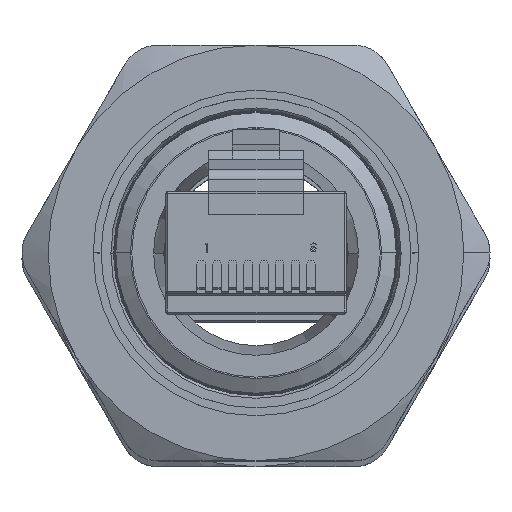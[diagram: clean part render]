
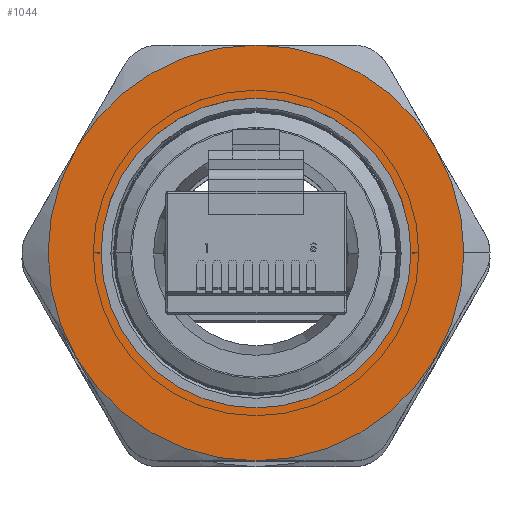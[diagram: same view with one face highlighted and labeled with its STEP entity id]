
A CAD part, top view. The second image highlights one B-rep face of the part: STEP entity #1044.
In plain terms, the highlighted planar face has unit normal (0, 0, 1).
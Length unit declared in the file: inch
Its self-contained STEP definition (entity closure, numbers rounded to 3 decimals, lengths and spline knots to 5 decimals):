
#689 = VERTEX_POINT ( 'NONE', #5210 ) ;
#704 = VERTEX_POINT ( 'NONE', #5233 ) ;
#706 = EDGE_CURVE ( 'NONE', #710, #708, #5231, .T. ) ;
#708 = VERTEX_POINT ( 'NONE', #5286 ) ;
#710 = VERTEX_POINT ( 'NONE', #5285 ) ;
#726 = EDGE_CURVE ( 'NONE', #704, #689, #5304, .T. ) ;
#934 = VERTEX_POINT ( 'NONE', #5740 ) ;
#942 = VERTEX_POINT ( 'NONE', #5723 ) ;
#957 = VERTEX_POINT ( 'NONE', #5779 ) ;
#983 = VERTEX_POINT ( 'NONE', #5831 ) ;
#992 = VERTEX_POINT ( 'NONE', #5860 ) ;
#1022 = EDGE_CURVE ( 'NONE', #942, #957, #5933, .T. ) ;
#1025 = ORIENTED_EDGE ( 'NONE', *, *, #1022, .T. ) ;
#1027 = EDGE_CURVE ( 'NONE', #957, #934, #5985, .T. ) ;
#1028 = ORIENTED_EDGE ( 'NONE', *, *, #1032, .T. ) ;
#1029 = ORIENTED_EDGE ( 'NONE', *, *, #1027, .T. ) ;
#1031 = EDGE_CURVE ( 'NONE', #689, #704, #5978, .T. ) ;
#1032 = EDGE_CURVE ( 'NONE', #934, #983, #5969, .T. ) ;
#1036 = ORIENTED_EDGE ( 'NONE', *, *, #726, .F. ) ;
#1039 = EDGE_CURVE ( 'NONE', #708, #992, #5962, .T. ) ;
#1040 = ORIENTED_EDGE ( 'NONE', *, *, #1039, .T. ) ;
#1041 = ORIENTED_EDGE ( 'NONE', *, *, #1046, .T. ) ;
#1042 = EDGE_CURVE ( 'NONE', #992, #942, #6009, .T. ) ;
#1043 = ORIENTED_EDGE ( 'NONE', *, *, #1042, .T. ) ;
#1044 = ADVANCED_FACE ( 'NONE', ( #6005, #6004 ), #6003, .T. ) ;
#1045 = ORIENTED_EDGE ( 'NONE', *, *, #706, .T. ) ;
#1046 = EDGE_CURVE ( 'NONE', #983, #710, #5998, .T. ) ;
#1047 = EDGE_LOOP ( 'NONE', ( #1036, #1050 ) ) ;
#1048 = EDGE_LOOP ( 'NONE', ( #1041, #1045, #1040, #1043, #1025, #1029, #1028 ) ) ;
#1050 = ORIENTED_EDGE ( 'NONE', *, *, #1031, .F. ) ;
#5210 = CARTESIAN_POINT ( 'NONE',  ( 0.395, 0., 0.24 ) ) ;
#5231 = CIRCLE ( 'NONE', #5290, 0.53 ) ;
#5233 = CARTESIAN_POINT ( 'NONE',  ( -0.395, 0., 0.24 ) ) ;
#5285 = CARTESIAN_POINT ( 'NONE',  ( 0.53, 0., 0.24 ) ) ;
#5286 = CARTESIAN_POINT ( 'NONE',  ( 0.45899, 0.265, 0.24 ) ) ;
#5287 = DIRECTION ( 'NONE',  ( 1., 0., 0. ) ) ;
#5288 = DIRECTION ( 'NONE',  ( 0., 0., 1. ) ) ;
#5289 = CARTESIAN_POINT ( 'NONE',  ( 0., 0., 0.24 ) ) ;
#5290 = AXIS2_PLACEMENT_3D ( 'NONE', #5289, #5288, #5287 ) ;
#5300 = DIRECTION ( 'NONE',  ( 1., 0., 0. ) ) ;
#5301 = DIRECTION ( 'NONE',  ( 0., 0., 1. ) ) ;
#5302 = CARTESIAN_POINT ( 'NONE',  ( 0., 0., 0.24 ) ) ;
#5303 = AXIS2_PLACEMENT_3D ( 'NONE', #5302, #5301, #5300 ) ;
#5304 = CIRCLE ( 'NONE', #5303, 0.395 ) ;
#5723 = CARTESIAN_POINT ( 'NONE',  ( -0.45899, 0.265, 0.24 ) ) ;
#5740 = CARTESIAN_POINT ( 'NONE',  ( 0., -0.53, 0.24 ) ) ;
#5779 = CARTESIAN_POINT ( 'NONE',  ( -0.45899, -0.265, 0.24 ) ) ;
#5831 = CARTESIAN_POINT ( 'NONE',  ( 0.45899, -0.265, 0.24 ) ) ;
#5860 = CARTESIAN_POINT ( 'NONE',  ( 0., 0.53, 0.24 ) ) ;
#5929 = DIRECTION ( 'NONE',  ( 1., 0., 0. ) ) ;
#5930 = DIRECTION ( 'NONE',  ( 0., 0., 1. ) ) ;
#5931 = CARTESIAN_POINT ( 'NONE',  ( 0., 0., 0.24 ) ) ;
#5932 = AXIS2_PLACEMENT_3D ( 'NONE', #5931, #5930, #5929 ) ;
#5933 = CIRCLE ( 'NONE', #5932, 0.53 ) ;
#5961 = AXIS2_PLACEMENT_3D ( 'NONE', #6012, #6011, #6010 ) ;
#5962 = CIRCLE ( 'NONE', #5961, 0.53 ) ;
#5963 = CARTESIAN_POINT ( 'NONE',  ( 0., 0., 0.24 ) ) ;
#5965 = DIRECTION ( 'NONE',  ( 1., 0., 0. ) ) ;
#5966 = DIRECTION ( 'NONE',  ( 0., 0., 1. ) ) ;
#5967 = CARTESIAN_POINT ( 'NONE',  ( 0., 0., 0.24 ) ) ;
#5968 = AXIS2_PLACEMENT_3D ( 'NONE', #5967, #5966, #5965 ) ;
#5969 = CIRCLE ( 'NONE', #5968, 0.53 ) ;
#5970 = DIRECTION ( 'NONE',  ( 1., 0., 0. ) ) ;
#5971 = DIRECTION ( 'NONE',  ( 0., 0., 1. ) ) ;
#5972 = CARTESIAN_POINT ( 'NONE',  ( 0., 0., 0.24 ) ) ;
#5973 = AXIS2_PLACEMENT_3D ( 'NONE', #5972, #5971, #5970 ) ;
#5978 = CIRCLE ( 'NONE', #5973, 0.395 ) ;
#5981 = DIRECTION ( 'NONE',  ( 1., 0., 0. ) ) ;
#5982 = DIRECTION ( 'NONE',  ( 0., 0., 1. ) ) ;
#5983 = CARTESIAN_POINT ( 'NONE',  ( 0., 0., 0.24 ) ) ;
#5984 = AXIS2_PLACEMENT_3D ( 'NONE', #5983, #5982, #5981 ) ;
#5985 = CIRCLE ( 'NONE', #5984, 0.53 ) ;
#5994 = DIRECTION ( 'NONE',  ( 1., 0., 0. ) ) ;
#5995 = DIRECTION ( 'NONE',  ( 0., 0., 1. ) ) ;
#5996 = CARTESIAN_POINT ( 'NONE',  ( 0., 0., 0.24 ) ) ;
#5997 = AXIS2_PLACEMENT_3D ( 'NONE', #5996, #5995, #5994 ) ;
#5998 = CIRCLE ( 'NONE', #5997, 0.53 ) ;
#5999 = DIRECTION ( 'NONE',  ( 1., 0., 0. ) ) ;
#6000 = DIRECTION ( 'NONE',  ( 0., 0., 1. ) ) ;
#6001 = CARTESIAN_POINT ( 'NONE',  ( -0.61199, 0., 0.24 ) ) ;
#6002 = AXIS2_PLACEMENT_3D ( 'NONE', #6001, #6000, #5999 ) ;
#6003 = PLANE ( 'NONE',  #6002 ) ;
#6004 = FACE_OUTER_BOUND ( 'NONE', #1048, .T. ) ;
#6005 = FACE_BOUND ( 'NONE', #1047, .T. ) ;
#6006 = DIRECTION ( 'NONE',  ( 1., 0., 0. ) ) ;
#6007 = DIRECTION ( 'NONE',  ( 0., 0., 1. ) ) ;
#6008 = AXIS2_PLACEMENT_3D ( 'NONE', #5963, #6007, #6006 ) ;
#6009 = CIRCLE ( 'NONE', #6008, 0.53 ) ;
#6010 = DIRECTION ( 'NONE',  ( 1., 0., 0. ) ) ;
#6011 = DIRECTION ( 'NONE',  ( 0., 0., 1. ) ) ;
#6012 = CARTESIAN_POINT ( 'NONE',  ( 0., 0., 0.24 ) ) ;
